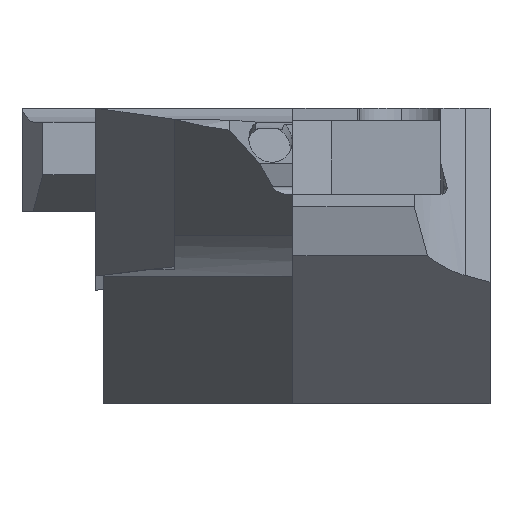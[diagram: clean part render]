
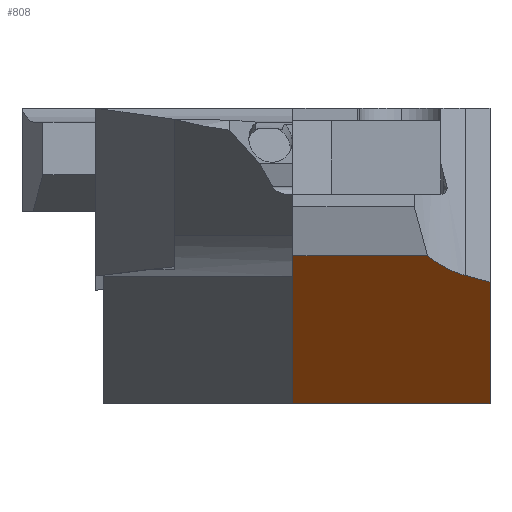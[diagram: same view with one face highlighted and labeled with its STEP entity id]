
A CAD part, left-side view. The second image highlights one B-rep face of the part: STEP entity #808.
In plain terms, the highlighted planar face has unit normal (-0.707, 0, -0.707).
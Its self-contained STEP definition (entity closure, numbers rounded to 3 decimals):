
#21 = EDGE_CURVE ( 'NONE', #2480, #3282, #674, .T. ) ;
#145 = CARTESIAN_POINT ( 'NONE',  ( -96.54, -9.005, -0.925 ) ) ;
#192 = DIRECTION ( 'NONE',  ( 0.251, -0.935, -0.251 ) ) ;
#202 = EDGE_CURVE ( 'NONE', #2377, #1206, #3729, .T. ) ;
#307 = DIRECTION ( 'NONE',  ( 0., 1., 0. ) ) ;
#401 = CARTESIAN_POINT ( 'NONE',  ( -97.464, -6.962, 0. ) ) ;
#536 = ORIENTED_EDGE ( 'NONE', *, *, #1131, .F. ) ;
#577 =( BOUNDED_CURVE ( )  B_SPLINE_CURVE ( 3, ( #1964, #1969, #1954, #1949 ),
 .UNSPECIFIED., .F., .T. ) 
 B_SPLINE_CURVE_WITH_KNOTS ( ( 4, 4 ),
 ( 5.597, 6.021 ),
 .UNSPECIFIED. ) 
 CURVE ( )  GEOMETRIC_REPRESENTATION_ITEM ( )  RATIONAL_B_SPLINE_CURVE ( ( 1., 0.985, 0.985, 1. ) ) 
 REPRESENTATION_ITEM ( '' )  );
#658 = DIRECTION ( 'NONE',  ( 0.707, 0., -0.707 ) ) ;
#672 = ORIENTED_EDGE ( 'NONE', *, *, #202, .F. ) ;
#673 = CARTESIAN_POINT ( 'NONE',  ( -97.464, -1.5, 0. ) ) ;
#674 = LINE ( 'NONE', #2913, #2135 ) ;
#733 = ORIENTED_EDGE ( 'NONE', *, *, #21, .T. ) ;
#755 = ORIENTED_EDGE ( 'NONE', *, *, #1852, .T. ) ;
#808 = ADVANCED_FACE ( 'NONE', ( #2736 ), #3150, .F. ) ;
#818 = VECTOR ( 'NONE', #192, 1000. ) ;
#853 = LINE ( 'NONE', #145, #818 ) ;
#996 = VECTOR ( 'NONE', #658, 1000. ) ;
#1013 = LINE ( 'NONE', #673, #996 ) ;
#1131 = EDGE_CURVE ( 'NONE', #2686, #2377, #1932, .T. ) ;
#1173 = AXIS2_PLACEMENT_3D ( 'NONE', #3140, #3221, #3788 ) ;
#1206 = VERTEX_POINT ( 'NONE', #2154 ) ;
#1211 = CARTESIAN_POINT ( 'NONE',  ( -91.464, -9.5, -6. ) ) ;
#1311 = EDGE_CURVE ( 'NONE', #2480, #3358, #577, .T. ) ;
#1349 = CARTESIAN_POINT ( 'NONE',  ( -91.464, -9.5, -6. ) ) ;
#1614 = CARTESIAN_POINT ( 'NONE',  ( -97.464, -1.5, 0. ) ) ;
#1852 = EDGE_CURVE ( 'NONE', #3282, #1206, #1013, .T. ) ;
#1913 = VECTOR ( 'NONE', #2469, 1000. ) ;
#1932 = LINE ( 'NONE', #2273, #1913 ) ;
#1949 = CARTESIAN_POINT ( 'NONE',  ( -96.675, -8.5, -0.789 ) ) ;
#1954 = CARTESIAN_POINT ( 'NONE',  ( -96.826, -7.935, -0.638 ) ) ;
#1964 = CARTESIAN_POINT ( 'NONE',  ( -97.464, -6.962, 0. ) ) ;
#1969 = CARTESIAN_POINT ( 'NONE',  ( -97.093, -7.414, -0.371 ) ) ;
#2026 = EDGE_CURVE ( 'NONE', #3358, #2686, #853, .T. ) ;
#2135 = VECTOR ( 'NONE', #2972, 1000. ) ;
#2154 = CARTESIAN_POINT ( 'NONE',  ( -91.464, -1.5, -6. ) ) ;
#2273 = CARTESIAN_POINT ( 'NONE',  ( -97.464, -9.5, 0. ) ) ;
#2372 = ORIENTED_EDGE ( 'NONE', *, *, #2026, .F. ) ;
#2377 = VERTEX_POINT ( 'NONE', #1349 ) ;
#2469 = DIRECTION ( 'NONE',  ( 0.707, 0., -0.707 ) ) ;
#2480 = VERTEX_POINT ( 'NONE', #401 ) ;
#2686 = VERTEX_POINT ( 'NONE', #3033 ) ;
#2736 = FACE_OUTER_BOUND ( 'NONE', #3134, .T. ) ;
#2761 = CARTESIAN_POINT ( 'NONE',  ( -96.675, -8.5, -0.789 ) ) ;
#2913 = CARTESIAN_POINT ( 'NONE',  ( -97.464, -9.5, 0. ) ) ;
#2972 = DIRECTION ( 'NONE',  ( 0., 1., 0. ) ) ;
#3033 = CARTESIAN_POINT ( 'NONE',  ( -96.407, -9.5, -1.057 ) ) ;
#3134 = EDGE_LOOP ( 'NONE', ( #2372, #3497, #733, #755, #672, #536 ) ) ;
#3140 = CARTESIAN_POINT ( 'NONE',  ( -97.464, -9.5, 0. ) ) ;
#3150 = PLANE ( 'NONE',  #1173 ) ;
#3221 = DIRECTION ( 'NONE',  ( 0.707, 0., 0.707 ) ) ;
#3282 = VERTEX_POINT ( 'NONE', #1614 ) ;
#3358 = VERTEX_POINT ( 'NONE', #2761 ) ;
#3497 = ORIENTED_EDGE ( 'NONE', *, *, #1311, .F. ) ;
#3675 = VECTOR ( 'NONE', #307, 1000. ) ;
#3729 = LINE ( 'NONE', #1211, #3675 ) ;
#3788 = DIRECTION ( 'NONE',  ( 0.707, 0., -0.707 ) ) ;
